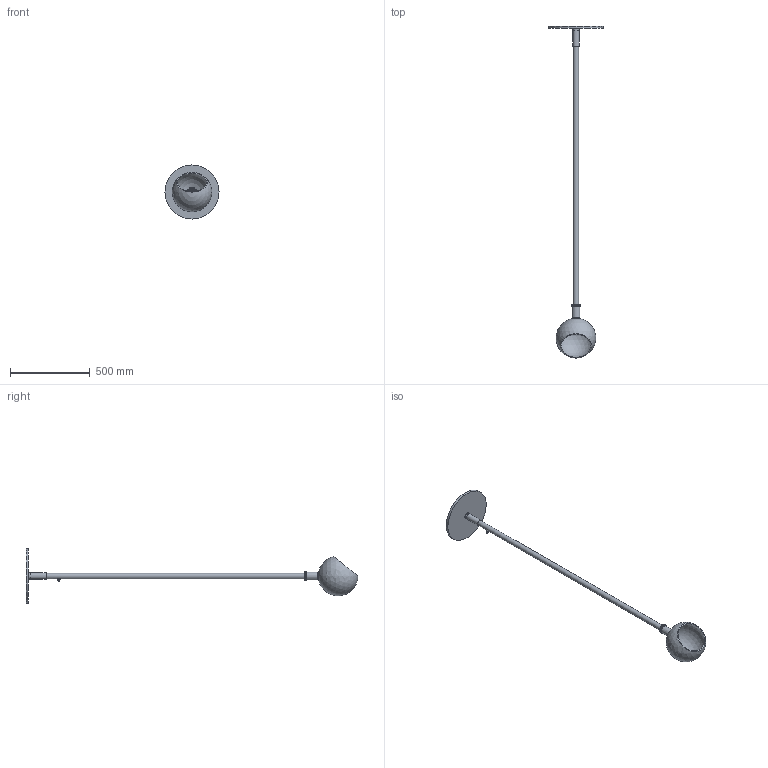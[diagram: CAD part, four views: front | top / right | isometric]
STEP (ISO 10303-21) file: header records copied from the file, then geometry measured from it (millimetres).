
FILE_DESCRIPTION(/* description */ (''),/* implementation_level */ '2;1');
FILE_NAME(/* name */ 'F275130150BINE.stp',/* time_stamp */ '2020-01-15T14:16:23+01:00',/* author */ ('sghezzi'),/* organization */ (''),/* preprocessor_version */ 'ST-DEVELOPER v17.2',/* originating_system */ 'Autodesk Inventor 2019',/* authorisation */ '');
FILE_SCHEMA (('AUTOMOTIVE_DESIGN { 1 0 10303 214 3 1 1 }'));
Length unit declared in the file: millimetre
Products named in the file (9): Parolona_M2751+V2751_Assieme; 020051202_Base; 020051100_Stelo Pyrex 2751; 050022000_Cavo 3xAWG18 G.S. Tigrato Silic M2751; Parte1; 005377501_PL B15d P37MH T250C; 010037316_Attacco Cr Stelo Base 2659_2751 Parola; 058006001_Ghiera PL E14 ZnBi H21mm Art 1419 Arditi; 006600011_bloccacavo_grano_5100-7-109_NyNr
Assembly tree (9 placements, depth 2):
  Parolona_M2751+V2751_Assieme
    020051202_Base
    020051100_Stelo Pyrex 2751
    050022000_Cavo 3xAWG18 G.S. Tigrato Silic M2751
    Parte1
    005377501_PL B15d P37MH T250C
    010037316_Attacco Cr Stelo Base 2659_2751 Parola
    058006001_Ghiera PL E14 ZnBi H21mm Art 1419 Arditi
    006600011_bloccacavo_grano_5100-7-109_NyNr  x2
Bounding box: 340 x 2082.9 x 340 mm (x, y, z)
Volume: 2495348.6 mm3; surface area: 973877.1 mm2
Topology: 11 solids, 11 shells, 170 faces, 419 edges, 285 vertices
Faces by surface type: plane 76, cylinder 54, torus 32, bspline 6, sphere 2
Full cylindrical faces by diameter (mm): 0.063 x1, 3 x1, 3.5 x6, 5 x4, 5.2 x2, 7 x2, 7.2 x2, 8 x1, 10 x5, 15 x1, 16 x1, 20 x1, 25 x2, 28 x2, 29 x1, 29.6 x2, 30 x1, 33 x1, 34 x2, 35 x1, 38 x1, 41 x1, 43 x1, 49 x1, 50.6 x1, 55 x1, 340 x1
Entity records: 5632 total; most frequent: CARTESIAN_POINT 1637, DIRECTION 838, ORIENTED_EDGE 712, AXIS2_PLACEMENT_3D 375, EDGE_CURVE 356, VERTEX_POINT 247, CIRCLE 215, EDGE_LOOP 203
